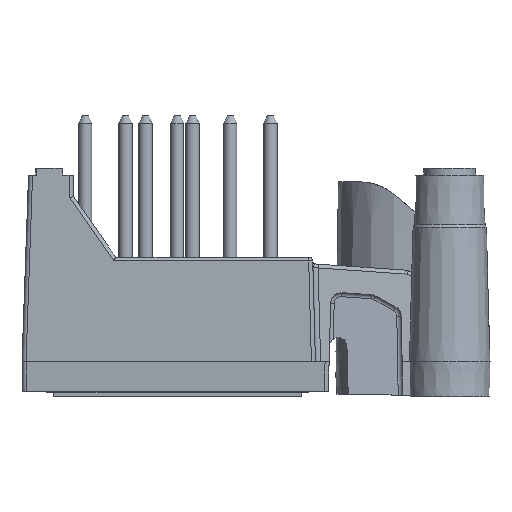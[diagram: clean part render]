
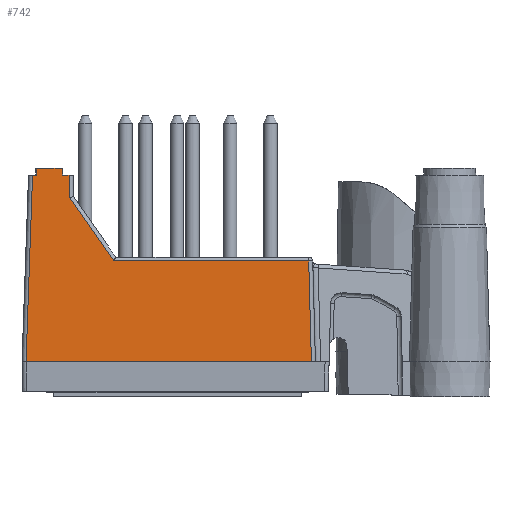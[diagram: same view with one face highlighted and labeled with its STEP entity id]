
A CAD part, left-side view. The second image highlights one B-rep face of the part: STEP entity #742.
In plain terms, the highlighted planar face has unit normal (-1, 0, 0.026).
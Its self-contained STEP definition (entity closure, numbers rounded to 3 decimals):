
#742 = ADVANCED_FACE( '', ( #1829 ), #1830, .T. );
#1829 = FACE_OUTER_BOUND( '', #4146, .T. );
#1830 = PLANE( '', #4147 );
#4146 = EDGE_LOOP( '', ( #9403, #9404, #9405, #9406, #9407, #9408, #9409, #9410, #9411, #9412, #9413 ) );
#4147 = AXIS2_PLACEMENT_3D( '', #9414, #9415, #9416 );
#9403 = ORIENTED_EDGE( '', *, *, #12932, .T. );
#9404 = ORIENTED_EDGE( '', *, *, #12559, .T. );
#9405 = ORIENTED_EDGE( '', *, *, #12499, .T. );
#9406 = ORIENTED_EDGE( '', *, *, #12933, .T. );
#9407 = ORIENTED_EDGE( '', *, *, #12397, .T. );
#9408 = ORIENTED_EDGE( '', *, *, #12934, .F. );
#9409 = ORIENTED_EDGE( '', *, *, #12935, .T. );
#9410 = ORIENTED_EDGE( '', *, *, #12936, .T. );
#9411 = ORIENTED_EDGE( '', *, *, #12444, .F. );
#9412 = ORIENTED_EDGE( '', *, *, #12775, .T. );
#9413 = ORIENTED_EDGE( '', *, *, #12599, .T. );
#9414 = CARTESIAN_POINT( '', ( -17.3, -0.035, 2.7 ) );
#9415 = DIRECTION( '', ( -1., 0., 0.026 ) );
#9416 = DIRECTION( '', ( 0.026, 0., 1. ) );
#12397 = EDGE_CURVE( '', #13995, #13996, #13997, .T. );
#12444 = EDGE_CURVE( '', #14079, #14081, #14082, .F. );
#12499 = EDGE_CURVE( '', #14178, #14176, #14179, .T. );
#12559 = EDGE_CURVE( '', #14279, #14178, #14280, .F. );
#12599 = EDGE_CURVE( '', #14346, #14344, #14347, .T. );
#12775 = EDGE_CURVE( '', #14079, #14346, #14640, .F. );
#12932 = EDGE_CURVE( '', #14344, #14279, #14881, .F. );
#12933 = EDGE_CURVE( '', #14176, #13995, #14882, .T. );
#12934 = EDGE_CURVE( '', #14883, #13996, #14884, .F. );
#12935 = EDGE_CURVE( '', #14883, #14885, #14886, .T. );
#12936 = EDGE_CURVE( '', #14885, #14081, #14887, .T. );
#13995 = VERTEX_POINT( '', #16351 );
#13996 = VERTEX_POINT( '', #16352 );
#13997 = LINE( '', #16353, #16354 );
#14079 = VERTEX_POINT( '', #16583 );
#14081 = VERTEX_POINT( '', #16585 );
#14082 = LINE( '', #16586, #16587 );
#14176 = VERTEX_POINT( '', #16725 );
#14178 = VERTEX_POINT( '', #16727 );
#14179 = LINE( '', #16728, #16729 );
#14279 = VERTEX_POINT( '', #16985 );
#14280 = LINE( '', #16986, #16987 );
#14344 = VERTEX_POINT( '', #17225 );
#14346 = VERTEX_POINT( '', #17227 );
#14347 = LINE( '', #17228, #17229 );
#14640 = LINE( '', #18120, #18121 );
#14881 = LINE( '', #18810, #18811 );
#14882 = ELLIPSE( '', #18812, 54.356, 1.061 );
#14883 = VERTEX_POINT( '', #18813 );
#14884 = ELLIPSE( '', #18814, 54.356, 1.061 );
#14885 = VERTEX_POINT( '', #18815 );
#14886 = LINE( '', #18816, #18817 );
#14887 = LINE( '', #18818, #18819 );
#16351 = CARTESIAN_POINT( '', ( -16.923, 8.609, 17.1 ) );
#16352 = CARTESIAN_POINT( '', ( -16.923, 10.508, 17.1 ) );
#16353 = CARTESIAN_POINT( '', ( -16.923, -0.035, 17.1 ) );
#16354 = VECTOR( '', #21494, 1000. );
#16583 = CARTESIAN_POINT( '', ( -17.3, -9.95, 2.7 ) );
#16585 = CARTESIAN_POINT( '', ( -17.3, 11.3, 2.7 ) );
#16586 = CARTESIAN_POINT( '', ( -17.3, -0.035, 2.7 ) );
#16587 = VECTOR( '', #21568, 1000. );
#16725 = CARTESIAN_POINT( '', ( -16.936, 8.605, 16.6 ) );
#16727 = CARTESIAN_POINT( '', ( -16.936, 8.093, 16.6 ) );
#16728 = CARTESIAN_POINT( '', ( -16.936, -0.035, 16.6 ) );
#16729 = VECTOR( '', #21632, 1000. );
#16985 = CARTESIAN_POINT( '', ( -16.98, 8.063, 14.911 ) );
#16986 = CARTESIAN_POINT( '', ( -17.304, 7.848, 2.562 ) );
#16987 = VECTOR( '', #21692, 1000. );
#17225 = CARTESIAN_POINT( '', ( -17.103, 4.77, 10.208 ) );
#17227 = CARTESIAN_POINT( '', ( -17.103, -9.754, 10.208 ) );
#17228 = CARTESIAN_POINT( '', ( -17.103, 4.614, 10.208 ) );
#17229 = VECTOR( '', #21747, 1000. );
#18120 = CARTESIAN_POINT( '', ( -17.096, -9.746, 10.492 ) );
#18121 = VECTOR( '', #21908, 1000. );
#18810 = CARTESIAN_POINT( '', ( -17.294, -0.339, 2.912 ) );
#18811 = VECTOR( '', #22075, 1000. );
#18812 = AXIS2_PLACEMENT_3D( '', #22076, #22077, #22078 );
#18813 = CARTESIAN_POINT( '', ( -16.936, 10.513, 16.6 ) );
#18814 = AXIS2_PLACEMENT_3D( '', #22079, #22080, #22081 );
#18815 = CARTESIAN_POINT( '', ( -16.936, 10.815, 16.6 ) );
#18816 = CARTESIAN_POINT( '', ( -16.936, -0.035, 16.6 ) );
#18817 = VECTOR( '', #22082, 1000. );
#18818 = CARTESIAN_POINT( '', ( -17.29, 11.286, 3.095 ) );
#18819 = VECTOR( '', #22083, 1000. );
#21494 = DIRECTION( '', ( 0., 1., 0. ) );
#21568 = DIRECTION( '', ( 0., -1., 0. ) );
#21632 = DIRECTION( '', ( 0., 1., 0. ) );
#21692 = DIRECTION( '', ( -0.026, -0.017, -1. ) );
#21747 = DIRECTION( '', ( 0., 1., 0. ) );
#21908 = DIRECTION( '', ( -0.026, -0.026, -0.999 ) );
#22075 = DIRECTION( '', ( -0.021, -0.573, -0.819 ) );
#22076 = CARTESIAN_POINT( '', ( -17.557, 9.559, -7.126 ) );
#22077 = DIRECTION( '', ( -1., 0., 0.026 ) );
#22078 = DIRECTION( '', ( -0.026, 0., -1. ) );
#22079 = CARTESIAN_POINT( '', ( -17.557, 9.559, -7.126 ) );
#22080 = DIRECTION( '', ( -1., 0., 0.026 ) );
#22081 = DIRECTION( '', ( -0.026, 0., -1. ) );
#22082 = DIRECTION( '', ( 0., 1., 0. ) );
#22083 = DIRECTION( '', ( -0.026, 0.035, -0.999 ) );
